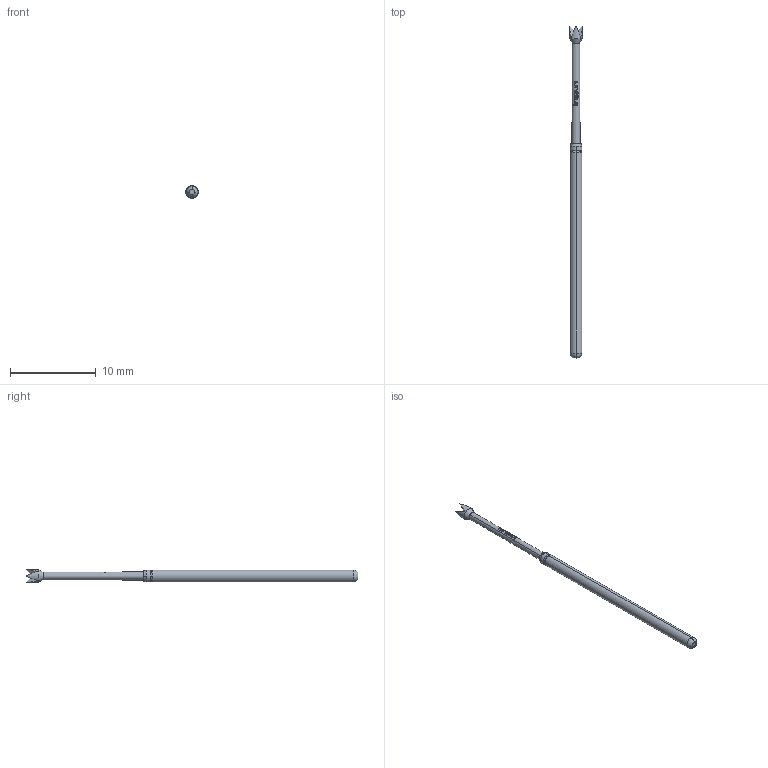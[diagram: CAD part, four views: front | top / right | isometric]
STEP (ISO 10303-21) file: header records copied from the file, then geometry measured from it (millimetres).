
FILE_DESCRIPTION (( 'STEP AP203' ), '1' );
FILE_NAME ('INGUN_GKS-135_214_150_A_xx00.STEP', '2022-01-26T10:45:58', ( 'ochi' ), ( '' ), 'SwSTEP 2.0', 'SolidWorks 2018', '' );
FILE_SCHEMA (( 'CONFIG_CONTROL_DESIGN' ));
Length unit declared in the file: millimetre
Products named in the file (1): INGUN_GKS-135_214_150_A_xx00
Bounding box: 1.5 x 38.7 x 1.5 mm (x, y, z)
Volume: 46.2 mm3; surface area: 153.6 mm2
Topology: 1 solids, 1 shells, 100 faces, 263 edges, 169 vertices
Faces by surface type: bspline 61, cone 11, torus 10, plane 10, cylinder 8
Entity records: 4194 total; most frequent: CARTESIAN_POINT 2202, ORIENTED_EDGE 522, EDGE_CURVE 261, DIRECTION 189, B_SPLINE_CURVE_WITH_KNOTS 188, VERTEX_POINT 169, EDGE_LOOP 106, FACE_OUTER_BOUND 100
